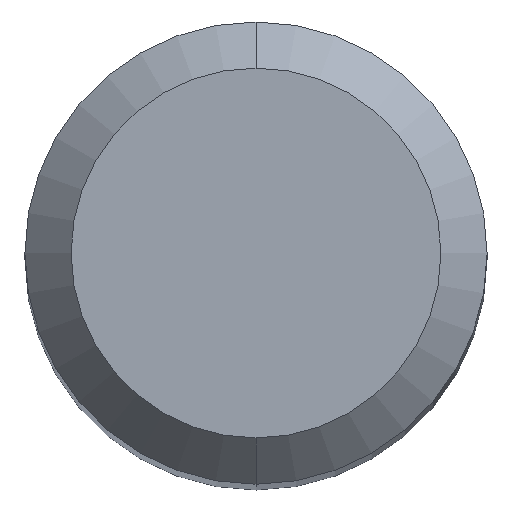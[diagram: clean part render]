
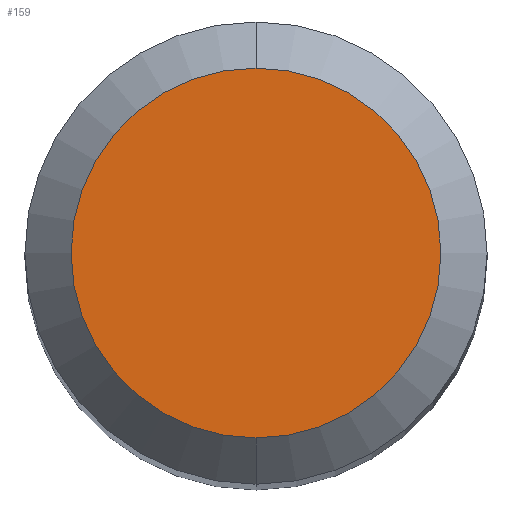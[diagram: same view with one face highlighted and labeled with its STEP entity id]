
A CAD part, top view. The second image highlights one B-rep face of the part: STEP entity #159.
In plain terms, the highlighted planar face has unit normal (0, 0, 1).
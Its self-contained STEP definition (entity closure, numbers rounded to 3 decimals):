
#99=EDGE_CURVE('',#211,#103,#250,.T.);
#103=VERTEX_POINT('',#254);
#159=ADVANCED_FACE('',(#317),#318,.T.);
#211=VERTEX_POINT('',#377);
#219=EDGE_CURVE('',#103,#211,#385,.T.);
#250=CIRCLE('',#411,1.2);
#254=CARTESIAN_POINT('',(0.0,1.2,0.0));
#317=FACE_OUTER_BOUND('',#500,.T.);
#318=PLANE('',#501);
#377=CARTESIAN_POINT('',(0.,-1.2,0.0));
#385=CIRCLE('',#584,1.2);
#411=AXIS2_PLACEMENT_3D('',#601,#602,#603);
#500=EDGE_LOOP('',(#691,#692));
#501=AXIS2_PLACEMENT_3D('',#693,#694,#695);
#584=AXIS2_PLACEMENT_3D('',#770,#771,#772);
#601=CARTESIAN_POINT('',(0.0,0.0,0.0));
#602=DIRECTION('',(0.0,0.0,-1.0));
#603=DIRECTION('',(0.0,1.0,0.0));
#691=ORIENTED_EDGE('',*,*,#219,.F.);
#692=ORIENTED_EDGE('',*,*,#99,.F.);
#693=CARTESIAN_POINT('',(0.0,0.6,0.0));
#694=DIRECTION('',(-0.0,0.0,1.0));
#695=DIRECTION('',(0.0,-1.0,0.0));
#770=CARTESIAN_POINT('',(0.0,0.0,0.0));
#771=DIRECTION('',(0.0,0.0,-1.0));
#772=DIRECTION('',(0.0,1.0,0.0));
